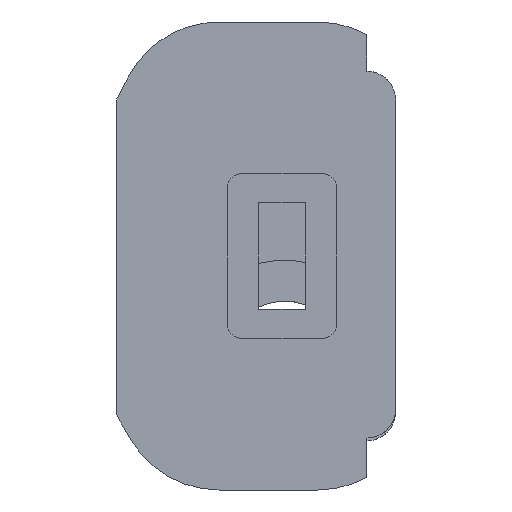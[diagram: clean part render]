
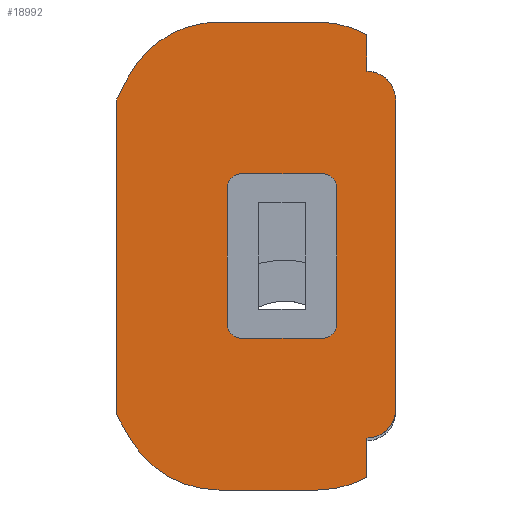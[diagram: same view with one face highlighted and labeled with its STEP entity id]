
A CAD part, left-side view. The second image highlights one B-rep face of the part: STEP entity #18992.
In plain terms, the highlighted planar face has unit normal (-1, 0, 0).
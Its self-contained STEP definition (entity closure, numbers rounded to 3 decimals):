
#763=FACE_BOUND('',#4264,.T.);
#2139=CIRCLE('',#19329,1.);
#2140=CIRCLE('',#19332,1.);
#2141=CIRCLE('',#19335,1.);
#2142=CIRCLE('',#19338,1.);
#2147=CIRCLE('',#19348,7.5);
#2149=CIRCLE('',#19354,7.5);
#2166=CIRCLE('',#19421,2.1);
#2168=CIRCLE('',#19424,7.5);
#2174=CIRCLE('',#19443,7.5);
#2175=CIRCLE('',#19444,2.1);
#3211=FACE_OUTER_BOUND('',#4263,.T.);
#4263=EDGE_LOOP('',(#17410,#17411,#17412,#17413,#17414,#17415,#17416,#17417,
#17418,#17419,#17420,#17421,#17422,#17423));
#4264=EDGE_LOOP('',(#17424,#17425,#17426,#17427,#17428,#17429,#17430,#17431));
#5400=LINE('',#38750,#6741);
#5403=LINE('',#38758,#6744);
#5406=LINE('',#38766,#6747);
#5409=LINE('',#38773,#6750);
#5412=LINE('',#38781,#6753);
#5418=LINE('',#38799,#6759);
#5422=LINE('',#38811,#6763);
#5425=LINE('',#38817,#6766);
#5428=LINE('',#38823,#6769);
#5431=LINE('',#38834,#6772);
#5566=LINE('',#39169,#6907);
#5567=LINE('',#39171,#6908);
#6741=VECTOR('',#21179,10.);
#6744=VECTOR('',#21188,10.);
#6747=VECTOR('',#21197,10.);
#6750=VECTOR('',#21206,10.);
#6753=VECTOR('',#21211,10.);
#6759=VECTOR('',#21227,10.);
#6763=VECTOR('',#21239,10.);
#6766=VECTOR('',#21244,10.);
#6769=VECTOR('',#21249,10.);
#6772=VECTOR('',#21260,10.);
#6907=VECTOR('',#21571,10.);
#6908=VECTOR('',#21574,10.);
#8855=VERTEX_POINT('',#38743);
#8856=VERTEX_POINT('',#38745);
#8857=VERTEX_POINT('',#38749);
#8858=VERTEX_POINT('',#38753);
#8859=VERTEX_POINT('',#38757);
#8860=VERTEX_POINT('',#38761);
#8861=VERTEX_POINT('',#38765);
#8862=VERTEX_POINT('',#38769);
#8865=VERTEX_POINT('',#38778);
#8866=VERTEX_POINT('',#38780);
#8871=VERTEX_POINT('',#38793);
#8873=VERTEX_POINT('',#38797);
#8875=VERTEX_POINT('',#38803);
#8877=VERTEX_POINT('',#38809);
#8879=VERTEX_POINT('',#38815);
#8881=VERTEX_POINT('',#38821);
#8883=VERTEX_POINT('',#38827);
#8885=VERTEX_POINT('',#38832);
#8963=VERTEX_POINT('',#39095);
#8965=VERTEX_POINT('',#39100);
#8988=VERTEX_POINT('',#39166);
#8989=VERTEX_POINT('',#39168);
#11633=EDGE_CURVE('',#8856,#8855,#2139,.T.);
#11635=EDGE_CURVE('',#8857,#8856,#5400,.T.);
#11637=EDGE_CURVE('',#8858,#8857,#2140,.T.);
#11639=EDGE_CURVE('',#8859,#8858,#5403,.T.);
#11641=EDGE_CURVE('',#8860,#8859,#2141,.T.);
#11643=EDGE_CURVE('',#8861,#8860,#5406,.T.);
#11645=EDGE_CURVE('',#8862,#8861,#2142,.T.);
#11647=EDGE_CURVE('',#8855,#8862,#5409,.T.);
#11650=EDGE_CURVE('',#8866,#8865,#5412,.T.);
#11659=EDGE_CURVE('',#8871,#8873,#5418,.T.);
#11662=EDGE_CURVE('',#8873,#8875,#2147,.T.);
#11665=EDGE_CURVE('',#8875,#8877,#5422,.T.);
#11668=EDGE_CURVE('',#8879,#8877,#5425,.T.);
#11671=EDGE_CURVE('',#8879,#8881,#5428,.T.);
#11674=EDGE_CURVE('',#8881,#8883,#2149,.T.);
#11676=EDGE_CURVE('',#8885,#8883,#5431,.T.);
#11807=EDGE_CURVE('',#8963,#8865,#2166,.T.);
#11810=EDGE_CURVE('',#8965,#8871,#2168,.T.);
#11841=EDGE_CURVE('',#8885,#8988,#2174,.T.);
#11842=EDGE_CURVE('',#8988,#8989,#5566,.T.);
#11843=EDGE_CURVE('',#8866,#8989,#2175,.T.);
#11844=EDGE_CURVE('',#8963,#8965,#5567,.T.);
#17410=ORIENTED_EDGE('',*,*,#11810,.T.);
#17411=ORIENTED_EDGE('',*,*,#11659,.T.);
#17412=ORIENTED_EDGE('',*,*,#11662,.T.);
#17413=ORIENTED_EDGE('',*,*,#11665,.T.);
#17414=ORIENTED_EDGE('',*,*,#11668,.F.);
#17415=ORIENTED_EDGE('',*,*,#11671,.T.);
#17416=ORIENTED_EDGE('',*,*,#11674,.T.);
#17417=ORIENTED_EDGE('',*,*,#11676,.F.);
#17418=ORIENTED_EDGE('',*,*,#11841,.T.);
#17419=ORIENTED_EDGE('',*,*,#11842,.T.);
#17420=ORIENTED_EDGE('',*,*,#11843,.F.);
#17421=ORIENTED_EDGE('',*,*,#11650,.T.);
#17422=ORIENTED_EDGE('',*,*,#11807,.F.);
#17423=ORIENTED_EDGE('',*,*,#11844,.T.);
#17424=ORIENTED_EDGE('',*,*,#11647,.T.);
#17425=ORIENTED_EDGE('',*,*,#11645,.T.);
#17426=ORIENTED_EDGE('',*,*,#11643,.T.);
#17427=ORIENTED_EDGE('',*,*,#11641,.T.);
#17428=ORIENTED_EDGE('',*,*,#11639,.T.);
#17429=ORIENTED_EDGE('',*,*,#11637,.T.);
#17430=ORIENTED_EDGE('',*,*,#11635,.T.);
#17431=ORIENTED_EDGE('',*,*,#11633,.T.);
#17996=PLANE('',#19442);
#18992=ADVANCED_FACE('',(#3211,#763),#17996,.T.);
#19329=AXIS2_PLACEMENT_3D('',#38746,#21174,#21175);
#19332=AXIS2_PLACEMENT_3D('',#38754,#21183,#21184);
#19335=AXIS2_PLACEMENT_3D('',#38762,#21192,#21193);
#19338=AXIS2_PLACEMENT_3D('',#38770,#21201,#21202);
#19348=AXIS2_PLACEMENT_3D('',#38805,#21233,#21234);
#19354=AXIS2_PLACEMENT_3D('',#38829,#21255,#21256);
#19421=AXIS2_PLACEMENT_3D('',#39097,#21502,#21503);
#19424=AXIS2_PLACEMENT_3D('',#39103,#21509,#21510);
#19442=AXIS2_PLACEMENT_3D('',#39165,#21567,#21568);
#19443=AXIS2_PLACEMENT_3D('',#39167,#21569,#21570);
#19444=AXIS2_PLACEMENT_3D('',#39170,#21572,#21573);
#21174=DIRECTION('center_axis',(1.,0.,0.));
#21175=DIRECTION('ref_axis',(0.,-1.,0.));
#21179=DIRECTION('',(0.,-1.,0.));
#21183=DIRECTION('center_axis',(1.,0.,0.));
#21184=DIRECTION('ref_axis',(0.,0.,1.));
#21188=DIRECTION('',(0.,0.,1.));
#21192=DIRECTION('center_axis',(1.,0.,0.));
#21193=DIRECTION('ref_axis',(0.,1.,0.));
#21197=DIRECTION('',(0.,1.,0.));
#21201=DIRECTION('center_axis',(1.,0.,0.));
#21202=DIRECTION('ref_axis',(0.,0.,-1.));
#21206=DIRECTION('',(0.,0.,-1.));
#21211=DIRECTION('',(0.,0.,1.));
#21227=DIRECTION('',(0.,1.,0.));
#21233=DIRECTION('center_axis',(-1.,0.,0.));
#21234=DIRECTION('ref_axis',(0.,0.,1.));
#21239=DIRECTION('',(0.,0.454,-0.891));
#21244=DIRECTION('',(0.,0.,1.));
#21249=DIRECTION('',(0.,-0.498,-0.867));
#21255=DIRECTION('center_axis',(-1.,0.,0.));
#21256=DIRECTION('ref_axis',(0.,1.,0.));
#21260=DIRECTION('',(0.,1.,0.));
#21502=DIRECTION('center_axis',(1.,0.,0.));
#21503=DIRECTION('ref_axis',(0.,-0.707,0.707));
#21509=DIRECTION('center_axis',(-1.,0.,0.));
#21510=DIRECTION('ref_axis',(0.,-1.,0.));
#21567=DIRECTION('center_axis',(-1.,0.,0.));
#21568=DIRECTION('ref_axis',(0.,0.,1.));
#21569=DIRECTION('center_axis',(-1.,0.,0.));
#21570=DIRECTION('ref_axis',(0.,0.,-1.));
#21571=DIRECTION('',(0.,0.,1.));
#21572=DIRECTION('center_axis',(1.,0.,0.));
#21573=DIRECTION('ref_axis',(0.,-0.707,-0.707));
#21574=DIRECTION('',(0.,0.,1.));
#38743=CARTESIAN_POINT('',(-3.1,4.3,5.));
#38745=CARTESIAN_POINT('',(-3.1,5.3,6.));
#38746=CARTESIAN_POINT('Origin',(-3.1,5.3,5.));
#38749=CARTESIAN_POINT('',(-3.1,11.3,6.));
#38750=CARTESIAN_POINT('',(-3.1,5.65,6.));
#38753=CARTESIAN_POINT('',(-3.1,12.3,5.));
#38754=CARTESIAN_POINT('Origin',(-3.1,11.3,5.));
#38757=CARTESIAN_POINT('',(-3.1,12.3,-5.));
#38758=CARTESIAN_POINT('',(-3.1,12.3,-11.05));
#38761=CARTESIAN_POINT('',(-3.1,11.3,-6.));
#38762=CARTESIAN_POINT('Origin',(-3.1,11.3,-5.));
#38765=CARTESIAN_POINT('',(-3.1,5.3,-6.));
#38766=CARTESIAN_POINT('',(-3.1,2.65,-6.));
#38769=CARTESIAN_POINT('',(-3.1,4.3,-5.));
#38770=CARTESIAN_POINT('Origin',(-3.1,5.3,-5.));
#38773=CARTESIAN_POINT('',(-3.1,4.3,-6.05));
#38778=CARTESIAN_POINT('',(-3.1,0.,11.4));
#38780=CARTESIAN_POINT('',(-3.1,0.,-11.2));
#38781=CARTESIAN_POINT('',(-3.1,0.,-17.1));
#38793=CARTESIAN_POINT('',(-3.1,5.7,17.1));
#38797=CARTESIAN_POINT('',(-3.1,12.9,17.1));
#38799=CARTESIAN_POINT('',(-3.1,0.,17.1));
#38803=CARTESIAN_POINT('',(-3.1,19.583,13.004));
#38805=CARTESIAN_POINT('Origin',(-3.1,12.9,9.6));
#38809=CARTESIAN_POINT('',(-3.1,20.4,11.4));
#38811=CARTESIAN_POINT('',(-3.1,23.653,5.012));
#38815=CARTESIAN_POINT('',(-3.1,20.4,-11.6));
#38817=CARTESIAN_POINT('',(-3.1,20.4,-8.55));
#38821=CARTESIAN_POINT('',(-3.1,19.404,-13.334));
#38823=CARTESIAN_POINT('',(-3.1,16.684,-18.073));
#38827=CARTESIAN_POINT('',(-3.1,12.9,-17.1));
#38829=CARTESIAN_POINT('Origin',(-3.1,12.9,-9.6));
#38832=CARTESIAN_POINT('',(-3.1,5.7,-17.1));
#38834=CARTESIAN_POINT('',(-3.1,18.6,-17.1));
#39095=CARTESIAN_POINT('',(-3.1,2.1,13.5));
#39097=CARTESIAN_POINT('Origin',(-3.1,2.1,11.4));
#39100=CARTESIAN_POINT('',(-3.1,2.1,16.18));
#39103=CARTESIAN_POINT('Origin',(-3.1,5.7,9.6));
#39165=CARTESIAN_POINT('Origin',(-3.1,0.,-17.1));
#39166=CARTESIAN_POINT('',(-3.1,2.1,-16.18));
#39167=CARTESIAN_POINT('Origin',(-3.1,5.7,-9.6));
#39168=CARTESIAN_POINT('',(-3.1,2.1,-13.3));
#39169=CARTESIAN_POINT('',(-3.1,2.1,-16.575));
#39170=CARTESIAN_POINT('Origin',(-3.1,2.1,-11.2));
#39171=CARTESIAN_POINT('',(-3.1,2.1,-0.525));
